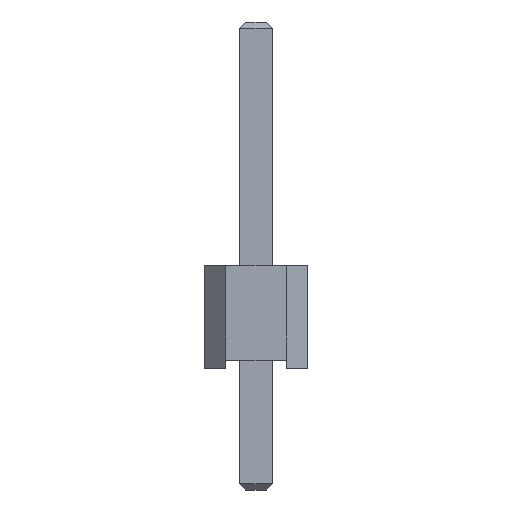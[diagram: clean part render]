
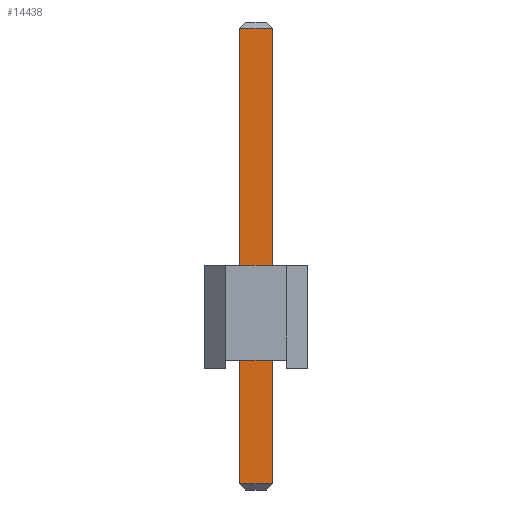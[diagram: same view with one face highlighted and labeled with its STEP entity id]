
A CAD part, front view. The second image highlights one B-rep face of the part: STEP entity #14438.
In plain terms, the highlighted planar face has unit normal (0, -1, 0).
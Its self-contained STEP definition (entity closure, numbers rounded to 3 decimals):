
#14026 = PLANE('',#14027);
#14027 = AXIS2_PLACEMENT_3D('',#14028,#14029,#14030);
#14028 = CARTESIAN_POINT('',(-0.4,-0.4,-3.));
#14029 = DIRECTION('',(-1.,0.,0.));
#14030 = DIRECTION('',(0.,1.,0.));
#14082 = PLANE('',#14083);
#14083 = AXIS2_PLACEMENT_3D('',#14084,#14085,#14086);
#14084 = CARTESIAN_POINT('',(0.4,0.4,-3.));
#14085 = DIRECTION('',(1.,0.,0.));
#14086 = DIRECTION('',(0.,-1.,0.));
#14123 = EDGE_CURVE('',#14124,#14126,#14128,.T.);
#14124 = VERTEX_POINT('',#14125);
#14125 = CARTESIAN_POINT('',(-0.4,-0.4,-2.85));
#14126 = VERTEX_POINT('',#14127);
#14127 = CARTESIAN_POINT('',(-0.4,-0.4,8.39));
#14128 = SURFACE_CURVE('',#14129,(#14133,#14140),.PCURVE_S1.);
#14129 = LINE('',#14130,#14131);
#14130 = CARTESIAN_POINT('',(-0.4,-0.4,-3.));
#14131 = VECTOR('',#14132,1.);
#14132 = DIRECTION('',(0.,0.,1.));
#14133 = PCURVE('',#14026,#14134);
#14134 = DEFINITIONAL_REPRESENTATION('',(#14135),#14139);
#14135 = LINE('',#14136,#14137);
#14136 = CARTESIAN_POINT('',(0.,0.));
#14137 = VECTOR('',#14138,1.);
#14138 = DIRECTION('',(0.,-1.));
#14139 = ( GEOMETRIC_REPRESENTATION_CONTEXT(2) 
PARAMETRIC_REPRESENTATION_CONTEXT() REPRESENTATION_CONTEXT('2D SPACE',''
  ) );
#14140 = PCURVE('',#14141,#14146);
#14141 = PLANE('',#14142);
#14142 = AXIS2_PLACEMENT_3D('',#14143,#14144,#14145);
#14143 = CARTESIAN_POINT('',(0.4,-0.4,-3.));
#14144 = DIRECTION('',(0.,-1.,0.));
#14145 = DIRECTION('',(-1.,0.,0.));
#14146 = DEFINITIONAL_REPRESENTATION('',(#14147),#14151);
#14147 = LINE('',#14148,#14149);
#14148 = CARTESIAN_POINT('',(0.8,0.));
#14149 = VECTOR('',#14150,1.);
#14150 = DIRECTION('',(0.,-1.));
#14151 = ( GEOMETRIC_REPRESENTATION_CONTEXT(2) 
PARAMETRIC_REPRESENTATION_CONTEXT() REPRESENTATION_CONTEXT('2D SPACE',''
  ) );
#14373 = VERTEX_POINT('',#14374);
#14374 = CARTESIAN_POINT('',(0.4,-0.4,8.39));
#14395 = EDGE_CURVE('',#14396,#14373,#14398,.T.);
#14396 = VERTEX_POINT('',#14397);
#14397 = CARTESIAN_POINT('',(0.4,-0.4,-2.85));
#14398 = SURFACE_CURVE('',#14399,(#14403,#14410),.PCURVE_S1.);
#14399 = LINE('',#14400,#14401);
#14400 = CARTESIAN_POINT('',(0.4,-0.4,-3.));
#14401 = VECTOR('',#14402,1.);
#14402 = DIRECTION('',(0.,0.,1.));
#14403 = PCURVE('',#14082,#14404);
#14404 = DEFINITIONAL_REPRESENTATION('',(#14405),#14409);
#14405 = LINE('',#14406,#14407);
#14406 = CARTESIAN_POINT('',(0.8,0.));
#14407 = VECTOR('',#14408,1.);
#14408 = DIRECTION('',(0.,-1.));
#14409 = ( GEOMETRIC_REPRESENTATION_CONTEXT(2) 
PARAMETRIC_REPRESENTATION_CONTEXT() REPRESENTATION_CONTEXT('2D SPACE',''
  ) );
#14410 = PCURVE('',#14141,#14411);
#14411 = DEFINITIONAL_REPRESENTATION('',(#14412),#14416);
#14412 = LINE('',#14413,#14414);
#14413 = CARTESIAN_POINT('',(0.,0.));
#14414 = VECTOR('',#14415,1.);
#14415 = DIRECTION('',(0.,-1.));
#14416 = ( GEOMETRIC_REPRESENTATION_CONTEXT(2) 
PARAMETRIC_REPRESENTATION_CONTEXT() REPRESENTATION_CONTEXT('2D SPACE',''
  ) );
#14438 = ADVANCED_FACE('',(#14439),#14141,.T.);
#14439 = FACE_BOUND('',#14440,.T.);
#14440 = EDGE_LOOP('',(#14441,#14442,#14468,#14469));
#14441 = ORIENTED_EDGE('',*,*,#14395,.T.);
#14442 = ORIENTED_EDGE('',*,*,#14443,.T.);
#14443 = EDGE_CURVE('',#14373,#14126,#14444,.T.);
#14444 = SURFACE_CURVE('',#14445,(#14449,#14456),.PCURVE_S1.);
#14445 = LINE('',#14446,#14447);
#14446 = CARTESIAN_POINT('',(0.4,-0.4,8.39));
#14447 = VECTOR('',#14448,1.);
#14448 = DIRECTION('',(-1.,0.,0.));
#14449 = PCURVE('',#14141,#14450);
#14450 = DEFINITIONAL_REPRESENTATION('',(#14451),#14455);
#14451 = LINE('',#14452,#14453);
#14452 = CARTESIAN_POINT('',(0.,-11.39));
#14453 = VECTOR('',#14454,1.);
#14454 = DIRECTION('',(1.,0.));
#14455 = ( GEOMETRIC_REPRESENTATION_CONTEXT(2) 
PARAMETRIC_REPRESENTATION_CONTEXT() REPRESENTATION_CONTEXT('2D SPACE',''
  ) );
#14456 = PCURVE('',#14457,#14462);
#14457 = PLANE('',#14458);
#14458 = AXIS2_PLACEMENT_3D('',#14459,#14460,#14461);
#14459 = CARTESIAN_POINT('',(0.4,-0.325,8.465));
#14460 = DIRECTION('',(0.,-0.707,0.707));
#14461 = DIRECTION('',(1.,0.,0.));
#14462 = DEFINITIONAL_REPRESENTATION('',(#14463),#14467);
#14463 = LINE('',#14464,#14465);
#14464 = CARTESIAN_POINT('',(0.,-0.106));
#14465 = VECTOR('',#14466,1.);
#14466 = DIRECTION('',(-1.,0.));
#14467 = ( GEOMETRIC_REPRESENTATION_CONTEXT(2) 
PARAMETRIC_REPRESENTATION_CONTEXT() REPRESENTATION_CONTEXT('2D SPACE',''
  ) );
#14468 = ORIENTED_EDGE('',*,*,#14123,.F.);
#14469 = ORIENTED_EDGE('',*,*,#14470,.F.);
#14470 = EDGE_CURVE('',#14396,#14124,#14471,.T.);
#14471 = SURFACE_CURVE('',#14472,(#14476,#14483),.PCURVE_S1.);
#14472 = LINE('',#14473,#14474);
#14473 = CARTESIAN_POINT('',(0.4,-0.4,-2.85));
#14474 = VECTOR('',#14475,1.);
#14475 = DIRECTION('',(-1.,0.,0.));
#14476 = PCURVE('',#14141,#14477);
#14477 = DEFINITIONAL_REPRESENTATION('',(#14478),#14482);
#14478 = LINE('',#14479,#14480);
#14479 = CARTESIAN_POINT('',(0.,-0.15));
#14480 = VECTOR('',#14481,1.);
#14481 = DIRECTION('',(1.,0.));
#14482 = ( GEOMETRIC_REPRESENTATION_CONTEXT(2) 
PARAMETRIC_REPRESENTATION_CONTEXT() REPRESENTATION_CONTEXT('2D SPACE',''
  ) );
#14483 = PCURVE('',#14484,#14489);
#14484 = PLANE('',#14485);
#14485 = AXIS2_PLACEMENT_3D('',#14486,#14487,#14488);
#14486 = CARTESIAN_POINT('',(0.4,-0.325,-2.925));
#14487 = DIRECTION('',(0.,0.707,0.707
    ));
#14488 = DIRECTION('',(1.,0.,0.));
#14489 = DEFINITIONAL_REPRESENTATION('',(#14490),#14494);
#14490 = LINE('',#14491,#14492);
#14491 = CARTESIAN_POINT('',(0.,-0.106));
#14492 = VECTOR('',#14493,1.);
#14493 = DIRECTION('',(-1.,0.));
#14494 = ( GEOMETRIC_REPRESENTATION_CONTEXT(2) 
PARAMETRIC_REPRESENTATION_CONTEXT() REPRESENTATION_CONTEXT('2D SPACE',''
  ) );
